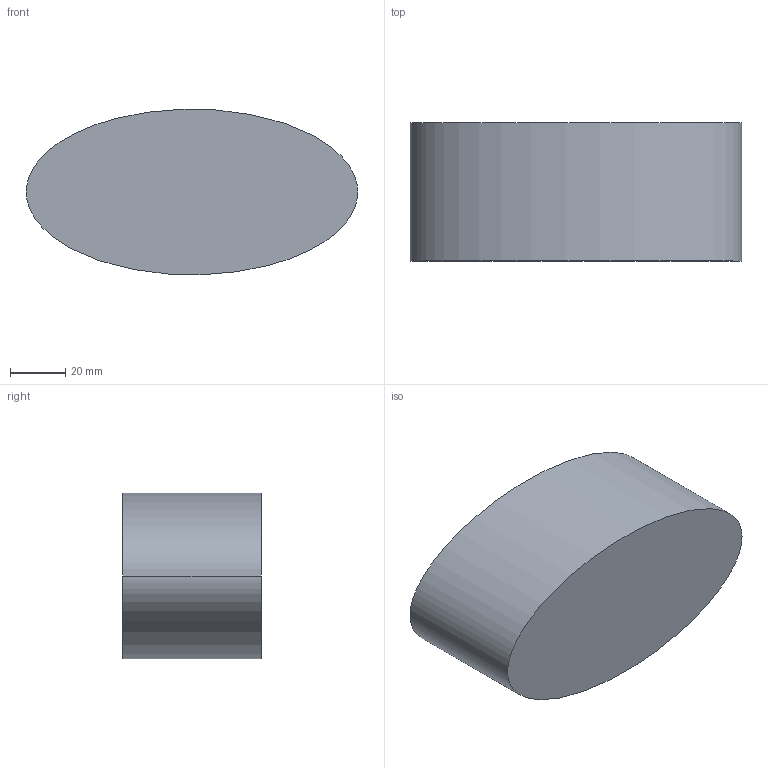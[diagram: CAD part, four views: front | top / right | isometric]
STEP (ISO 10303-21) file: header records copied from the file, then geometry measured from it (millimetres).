
FILE_DESCRIPTION((''),'2;1');
FILE_NAME('PRT0004','2018-07-16T15:16:03',('Chang'),(''),'CREO PARAMETRIC BY PTC INC, 2017380','CREO PARAMETRIC BY PTC INC, 2017380','');
FILE_SCHEMA(('CONFIG_CONTROL_DESIGN'));
Length unit declared in the file: millimetre
Products named in the file (1): PRT0004
Bounding box: 120 x 50 x 59.89 mm (x, y, z)
Volume: 282742.3 mm3; surface area: 25842.3 mm2
Topology: 1 solids, 1 shells, 4 faces, 6 edges, 4 vertices
Faces by surface type: plane 2, extrusion 2
Entity records: 218 total; most frequent: CARTESIAN_POINT 106, DIRECTION 12, ORIENTED_EDGE 12, EDGE_CURVE 6, VECTOR 4, VERTEX_POINT 4, AXIS2_PLACEMENT_3D 4, EDGE_LOOP 4
